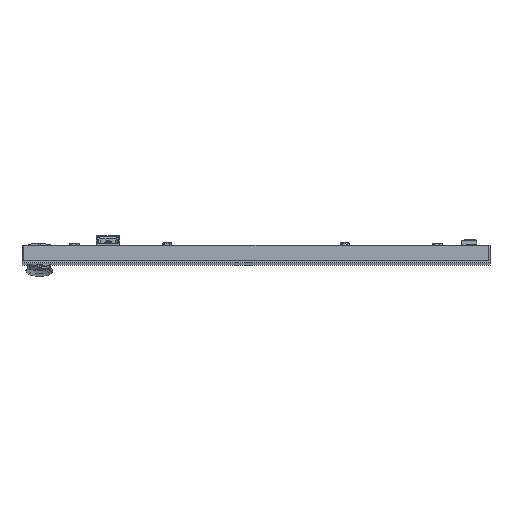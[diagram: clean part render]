
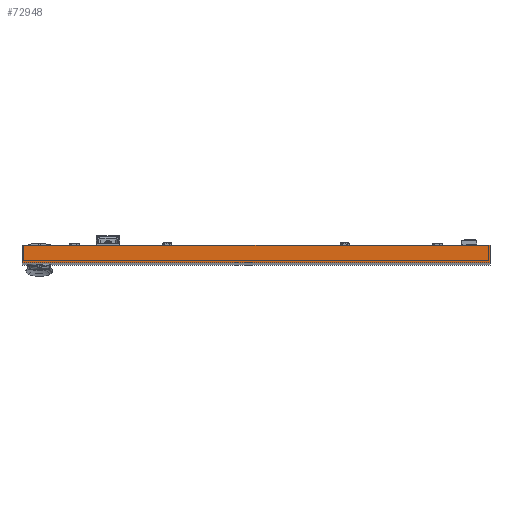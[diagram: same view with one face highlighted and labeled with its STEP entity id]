
A CAD part, top view. The second image highlights one B-rep face of the part: STEP entity #72948.
In plain terms, the highlighted planar face has unit normal (0, 0, 1).
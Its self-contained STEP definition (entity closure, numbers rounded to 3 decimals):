
#3346 = ORIENTED_EDGE ( 'NONE', *, *, #103502, .T. ) ;
#6871 = CARTESIAN_POINT ( 'NONE',  ( 11.673, -0.079, 35.118 ) ) ;
#14096 = CARTESIAN_POINT ( 'NONE',  ( -11.673, -0.079, 35.118 ) ) ;
#18653 = VERTEX_POINT ( 'NONE', #53732 ) ;
#20741 = VECTOR ( 'NONE', #51289, 39.37 ) ;
#22427 = VERTEX_POINT ( 'NONE', #32481 ) ;
#26176 = DIRECTION ( 'NONE',  ( 0., 1., 0. ) ) ;
#28114 = EDGE_LOOP ( 'NONE', ( #60261, #42299, #66347, #3346 ) ) ;
#31994 = EDGE_CURVE ( 'NONE', #59431, #40191, #34495, .T. ) ;
#32397 = EDGE_CURVE ( 'NONE', #18653, #22427, #98607, .T. ) ;
#32481 = CARTESIAN_POINT ( 'NONE',  ( 11.673, 0.787, 35.118 ) ) ;
#34092 = EDGE_CURVE ( 'NONE', #40191, #22427, #64707, .T. ) ;
#34495 = LINE ( 'NONE', #14096, #20741 ) ;
#38305 = CARTESIAN_POINT ( 'NONE',  ( -81.279, 0.787, 35.118 ) ) ;
#40191 = VERTEX_POINT ( 'NONE', #51956 ) ;
#42299 = ORIENTED_EDGE ( 'NONE', *, *, #34092, .F. ) ;
#51289 = DIRECTION ( 'NONE',  ( 0., 1., 0. ) ) ;
#51956 = CARTESIAN_POINT ( 'NONE',  ( -11.673, 0.787, 35.118 ) ) ;
#53732 = CARTESIAN_POINT ( 'NONE',  ( 11.673, -0.079, 35.118 ) ) ;
#59431 = VERTEX_POINT ( 'NONE', #104897 ) ;
#60261 = ORIENTED_EDGE ( 'NONE', *, *, #32397, .T. ) ;
#60866 = DIRECTION ( 'NONE',  ( 0., 1., 0. ) ) ;
#64707 = LINE ( 'NONE', #38305, #74350 ) ;
#66347 = ORIENTED_EDGE ( 'NONE', *, *, #31994, .F. ) ;
#70095 = LINE ( 'NONE', #70699, #107033 ) ;
#70699 = CARTESIAN_POINT ( 'NONE',  ( 0., -0.079, 35.118 ) ) ;
#72948 = ADVANCED_FACE ( 'NONE', ( #88596 ), #79599, .F. ) ;
#74350 = VECTOR ( 'NONE', #109707, 39.37 ) ;
#79599 = PLANE ( 'NONE',  #96895 ) ;
#88596 = FACE_OUTER_BOUND ( 'NONE', #28114, .T. ) ;
#96895 = AXIS2_PLACEMENT_3D ( 'NONE', #107186, #107782, #26176 ) ;
#97075 = DIRECTION ( 'NONE',  ( 1., 0., 0. ) ) ;
#98607 = LINE ( 'NONE', #6871, #114609 ) ;
#103502 = EDGE_CURVE ( 'NONE', #59431, #18653, #70095, .T. ) ;
#104897 = CARTESIAN_POINT ( 'NONE',  ( -11.673, -0.079, 35.118 ) ) ;
#107033 = VECTOR ( 'NONE', #97075, 39.37 ) ;
#107186 = CARTESIAN_POINT ( 'NONE',  ( -81.279, -0.079, 35.118 ) ) ;
#107782 = DIRECTION ( 'NONE',  ( 0., 0., -1. ) ) ;
#109707 = DIRECTION ( 'NONE',  ( 1., 0., 0. ) ) ;
#114609 = VECTOR ( 'NONE', #60866, 39.37 ) ;
